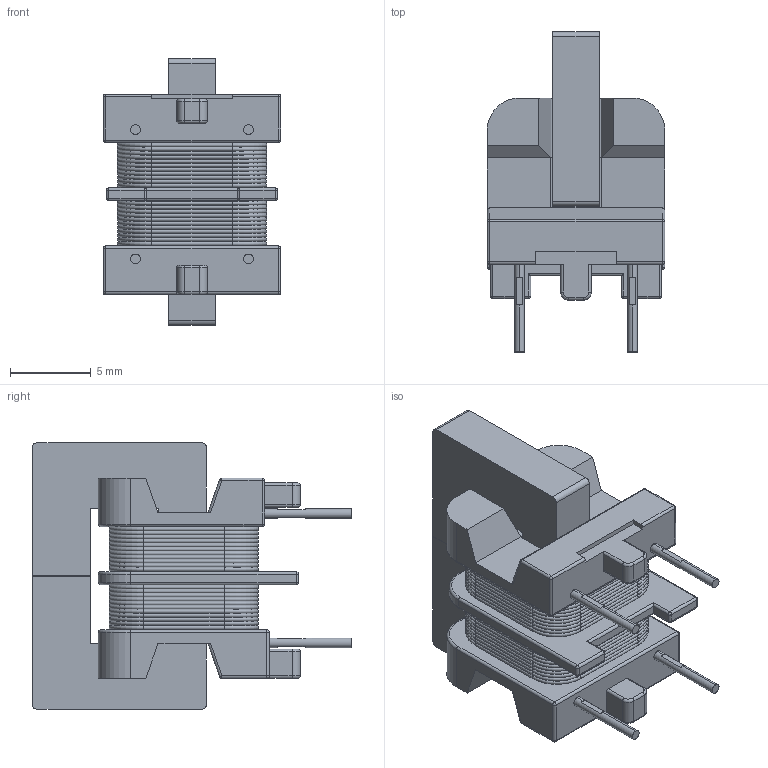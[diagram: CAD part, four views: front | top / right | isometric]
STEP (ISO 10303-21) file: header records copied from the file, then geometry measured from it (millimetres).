
FILE_DESCRIPTION((''),'2;1');
FILE_NAME('B82730U_U10-MAX','2021-07-22T',('EA6875'),(''),'CREO PARAMETRIC BY PTC INC, 2015480','CREO PARAMETRIC BY PTC INC, 2015480','');
FILE_SCHEMA(('CONFIG_CONTROL_DESIGN','GEOMETRIC_VALIDATION_PROPERTIES_MIM'));
Length unit declared in the file: millimetre
Products named in the file (1): B82730U_U10-MAX
Bounding box: 11 x 19.8 x 16.5 mm (x, y, z)
Volume: 1342.5 mm3; surface area: 1774.5 mm2
Topology: 1 solids, 6 shells, 473 faces, 1057 edges, 608 vertices
Faces by surface type: cylinder 197, plane 152, torus 104, sphere 20
Entity records: 21337 total; most frequent: DIRECTION 2507, CARTESIAN_POINT 2202, ORIENTED_EDGE 2114, PRESENTATION_STYLE_ASSIGNMENT 1471, STYLED_ITEM 1058, CURVE_STYLE 1057, EDGE_CURVE 1057, AXIS2_PLACEMENT_3D 987
